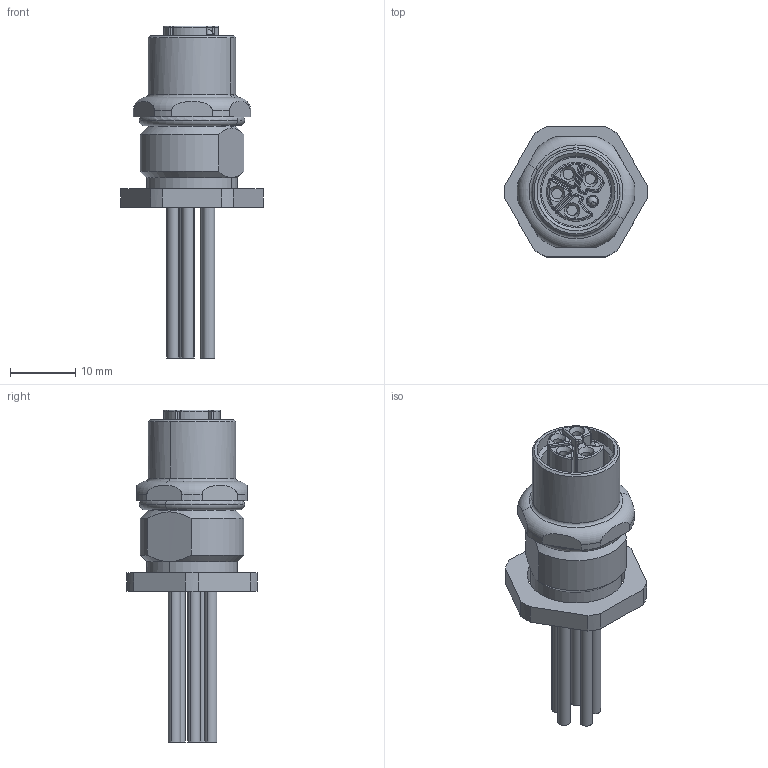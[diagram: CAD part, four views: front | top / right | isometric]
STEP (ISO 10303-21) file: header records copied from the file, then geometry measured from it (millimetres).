
FILE_DESCRIPTION(('CATIA V5 STEP Exchange','CAx-IF Rec.Pracs.--- Model Styling and Organization---1.5--- 2016-08-15','CAx-IF Rec.Pracs.---Supplemental Geometry---1.0---2011-11-01','CAx-IF Rec.Pracs.--- Composite Materials ---1.1---2010-07-15'),'2;1');
FILE_NAME ('410253-3_0', '2025-12-16T13:33:40+00:00', ('none'), ('Weidmueller'), 'CATIA Version 5-6 Release 2024 SP4', 'CATIA V5 STEP AP214 v3', 'none');
FILE_SCHEMA(('AUTOMOTIVE_DESIGN { 1 0 10303 214 1 1 1 1 }'));
Length unit declared in the file: millimetre
Products named in the file (1): 2530780000
Bounding box: 22 x 20 x 51.07 mm (x, y, z)
Volume: 4523.3 mm3; surface area: 4256.7 mm2
Topology: 2 solids, 2 shells, 241 faces, 629 edges, 398 vertices
Faces by surface type: cylinder 108, plane 57, torus 42, cone 18, sphere 16
Entity records: 7733 total; most frequent: CARTESIAN_POINT 2367, ORIENTED_EDGE 1226, DIRECTION 846, EDGE_CURVE 613, AXIS2_PLACEMENT_3D 471, VERTEX_POINT 398, CIRCLE 294, EDGE_LOOP 265
